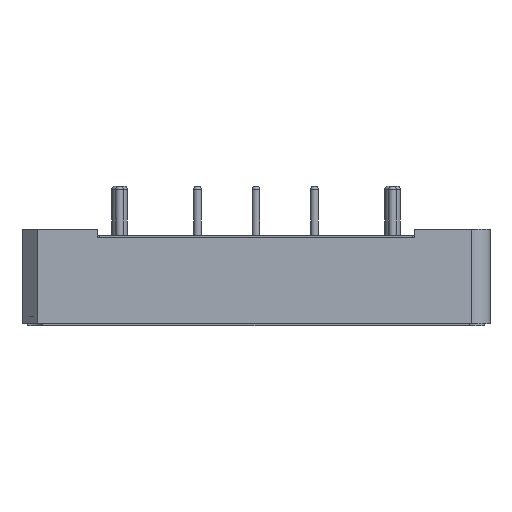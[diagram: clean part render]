
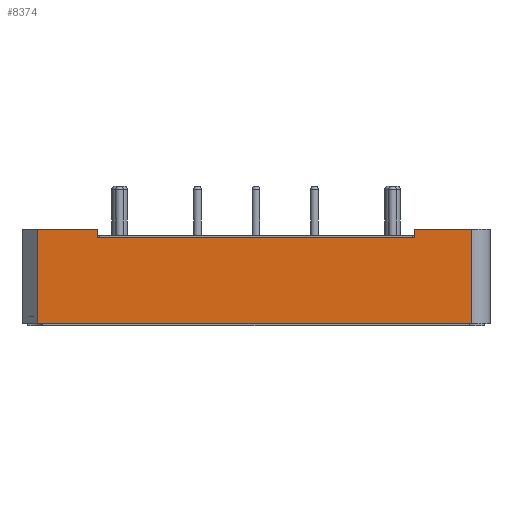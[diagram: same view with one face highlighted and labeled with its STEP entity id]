
A CAD part, front view. The second image highlights one B-rep face of the part: STEP entity #8374.
In plain terms, the highlighted planar face has unit normal (0, -1, 0).
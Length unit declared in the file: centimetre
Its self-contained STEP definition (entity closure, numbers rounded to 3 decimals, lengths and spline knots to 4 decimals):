
#821=VECTOR('',#10003,1.);
#850=VECTOR('',#10154,1.);
#854=VECTOR('',#10159,1.);
#855=VECTOR('',#10160,1.);
#856=VECTOR('',#10161,1.);
#857=VECTOR('',#10162,1.);
#858=VECTOR('',#10163,1.);
#859=VECTOR('',#10164,1.);
#1742=LINE('',#13231,#821);
#1771=LINE('',#13387,#850);
#1775=LINE('',#13396,#854);
#1776=LINE('',#13399,#855);
#1777=LINE('',#13401,#856);
#1778=LINE('',#13402,#857);
#1779=LINE('',#13404,#858);
#1780=LINE('',#13405,#859);
#2588=VERTEX_POINT('',#13230);
#2589=VERTEX_POINT('',#13232);
#2642=VERTEX_POINT('',#13388);
#2643=VERTEX_POINT('',#13389);
#2646=VERTEX_POINT('',#13397);
#2647=VERTEX_POINT('',#13398);
#2648=VERTEX_POINT('',#13400);
#2649=VERTEX_POINT('',#13403);
#3943=EDGE_CURVE('',#2589,#2588,#1742,.T.);
#4009=EDGE_CURVE('',#2642,#2643,#1771,.T.);
#4013=EDGE_CURVE('',#2646,#2647,#1775,.T.);
#4014=EDGE_CURVE('',#2646,#2648,#1776,.T.);
#4015=EDGE_CURVE('',#2589,#2648,#1777,.T.);
#4016=EDGE_CURVE('',#2588,#2649,#1778,.T.);
#4017=EDGE_CURVE('',#2649,#2642,#1779,.T.);
#4018=EDGE_CURVE('',#2643,#2647,#1780,.T.);
#5801=ORIENTED_EDGE('',*,*,#4013,.F.);
#5802=ORIENTED_EDGE('',*,*,#4014,.T.);
#5803=ORIENTED_EDGE('',*,*,#4015,.F.);
#5804=ORIENTED_EDGE('',*,*,#3943,.T.);
#5805=ORIENTED_EDGE('',*,*,#4016,.T.);
#5806=ORIENTED_EDGE('',*,*,#4017,.T.);
#5807=ORIENTED_EDGE('',*,*,#4009,.T.);
#5808=ORIENTED_EDGE('',*,*,#4018,.T.);
#7149=EDGE_LOOP('',(#5801,#5802,#5803,#5804,#5805,#5806,#5807,#5808));
#7778=FACE_BOUND('',#7149,.T.);
#8374=ADVANCED_FACE('',(#7778),#8816,.T.);
#8816=PLANE('',#14490);
#10003=DIRECTION('',(-1.,0.,0.));
#10154=DIRECTION('',(0.,0.,-1.));
#10158=DIRECTION('',(0.,-1.,0.));
#10159=DIRECTION('',(0.,0.,-1.));
#10160=DIRECTION('',(-1.,0.,0.));
#10161=DIRECTION('',(0.,0.,1.));
#10162=DIRECTION('',(0.,0.,1.));
#10163=DIRECTION('',(-1.,0.,0.));
#10164=DIRECTION('',(1.,0.,0.));
#13230=CARTESIAN_POINT('',(-2.0586,-2.8955,0.));
#13231=CARTESIAN_POINT('',(-2.848,-2.8955,0.));
#13232=CARTESIAN_POINT('',(2.0586,-2.8955,0.));
#13387=CARTESIAN_POINT('',(-2.848,-2.8955,-1.03));
#13388=CARTESIAN_POINT('',(-2.848,-2.8955,0.11));
#13389=CARTESIAN_POINT('',(-2.848,-2.8955,-1.12));
#13395=CARTESIAN_POINT('',(-0.02,-2.8955,-1.03));
#13396=CARTESIAN_POINT('',(2.808,-2.8955,-1.03));
#13397=CARTESIAN_POINT('',(2.808,-2.8955,0.11));
#13398=CARTESIAN_POINT('',(2.808,-2.8955,-1.12));
#13399=CARTESIAN_POINT('',(2.0586,-2.8955,0.11));
#13400=CARTESIAN_POINT('',(2.0586,-2.8955,0.11));
#13401=CARTESIAN_POINT('',(2.0586,-2.8955,0.));
#13402=CARTESIAN_POINT('',(-2.0586,-2.8955,0.));
#13403=CARTESIAN_POINT('',(-2.0586,-2.8955,0.11));
#13404=CARTESIAN_POINT('',(-2.0586,-2.8955,0.11));
#13405=CARTESIAN_POINT('',(-2.848,-2.8955,-1.12));
#14490=AXIS2_PLACEMENT_3D('',#13395,#10158,$);
